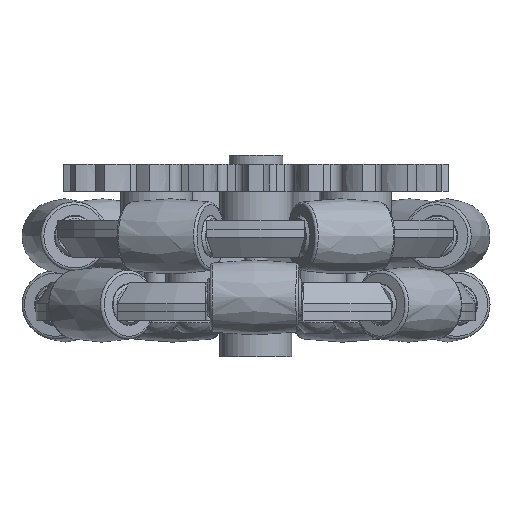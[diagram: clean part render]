
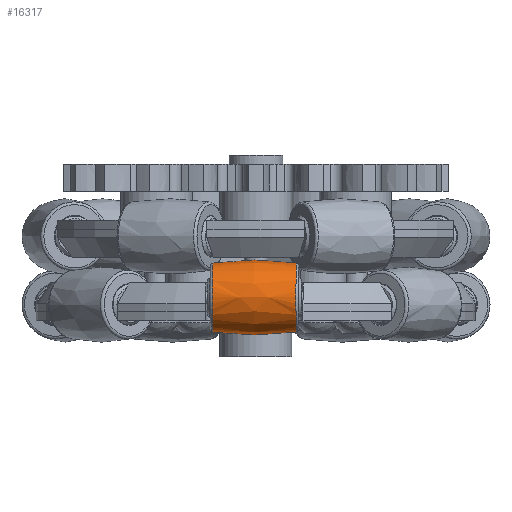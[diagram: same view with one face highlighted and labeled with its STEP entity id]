
A CAD part, front view. The second image highlights one B-rep face of the part: STEP entity #16317.
In plain terms, the highlighted free-form (B-spline) face has degree [2, 2] with [3, 9] control points.
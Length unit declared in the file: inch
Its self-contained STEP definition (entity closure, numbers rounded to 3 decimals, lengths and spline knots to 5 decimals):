
#517=(
BOUNDED_SURFACE()
B_SPLINE_SURFACE(2,2,((#27101,#27102,#27103,#27104,#27105,#27106,#27107,
#27108,#27109),(#27110,#27111,#27112,#27113,#27114,#27115,#27116,#27117,
#27118),(#27119,#27120,#27121,#27122,#27123,#27124,#27125,#27126,#27127)),
 .UNSPECIFIED.,.F.,.T.,.F.)
B_SPLINE_SURFACE_WITH_KNOTS((3,3),(3,2,2,2,3),(-0.14801,0.14801),
(-3.14159,-1.5708,0.,1.5708,3.14159),
 .UNSPECIFIED.)
GEOMETRIC_REPRESENTATION_ITEM()
RATIONAL_B_SPLINE_SURFACE(((1.,0.707,1.,0.707,1.,
0.707,1.,0.707,1.),(0.989,0.699,
0.989,0.699,0.989,0.699,
0.989,0.699,0.989),(1.,0.707,
1.,0.707,1.,0.707,1.,0.707,1.)))
REPRESENTATION_ITEM('')
SURFACE()
);
#1582=FACE_OUTER_BOUND('',#2502,.T.);
#2502=EDGE_LOOP('',(#12916,#12917,#12918,#12919));
#6005=CIRCLE('',#17797,0.2388);
#6010=CIRCLE('',#17805,0.2388);
#6011=CIRCLE('',#17806,1.9685);
#7269=VERTEX_POINT('',#27087);
#7275=VERTEX_POINT('',#27128);
#9289=EDGE_CURVE('',#7269,#7269,#6005,.T.);
#9296=EDGE_CURVE('',#7275,#7275,#6010,.T.);
#9297=EDGE_CURVE('',#7275,#7269,#6011,.T.);
#12916=ORIENTED_EDGE('',*,*,#9296,.F.);
#12917=ORIENTED_EDGE('',*,*,#9297,.T.);
#12918=ORIENTED_EDGE('',*,*,#9289,.F.);
#12919=ORIENTED_EDGE('',*,*,#9297,.F.);
#16317=ADVANCED_FACE('',(#1582),#517,.T.);
#17797=AXIS2_PLACEMENT_3D('',#27088,#21082,#21083);
#17805=AXIS2_PLACEMENT_3D('',#27129,#21098,#21099);
#17806=AXIS2_PLACEMENT_3D('',#27130,#21100,#21101);
#21082=DIRECTION('center_axis',(0.,0.,
1.));
#21083=DIRECTION('ref_axis',(1.,0.,0.));
#21098=DIRECTION('center_axis',(0.,0.,
-1.));
#21099=DIRECTION('ref_axis',(-1.,0.,0.));
#21100=DIRECTION('center_axis',(1.,0.,0.));
#21101=DIRECTION('ref_axis',(0.,1.,0.));
#27087=CARTESIAN_POINT('',(0.31496,2.06951,0.29086));
#27088=CARTESIAN_POINT('Origin',(0.31496,1.83071,0.29086));
#27101=CARTESIAN_POINT('Ctrl Pts',(0.31496,2.06951,0.29086));
#27102=CARTESIAN_POINT('Ctrl Pts',(0.07616,2.06951,
0.29086));
#27103=CARTESIAN_POINT('Ctrl Pts',(0.07616,1.83071,
0.29086));
#27104=CARTESIAN_POINT('Ctrl Pts',(0.07616,1.59191,
0.29086));
#27105=CARTESIAN_POINT('Ctrl Pts',(0.31496,1.59191,0.29086));
#27106=CARTESIAN_POINT('Ctrl Pts',(0.55376,1.59191,0.29086));
#27107=CARTESIAN_POINT('Ctrl Pts',(0.55376,1.83071,0.29086));
#27108=CARTESIAN_POINT('Ctrl Pts',(0.55376,2.06951,0.29086));
#27109=CARTESIAN_POINT('Ctrl Pts',(0.31496,2.06951,0.29086));
#27110=CARTESIAN_POINT('Ctrl Pts',(0.31496,2.11279,0.00056));
#27111=CARTESIAN_POINT('Ctrl Pts',(0.03288,2.11279,
0.00056));
#27112=CARTESIAN_POINT('Ctrl Pts',(0.03288,1.83071,
0.00056));
#27113=CARTESIAN_POINT('Ctrl Pts',(0.03288,1.54863,
0.00056));
#27114=CARTESIAN_POINT('Ctrl Pts',(0.31496,1.54863,0.00056));
#27115=CARTESIAN_POINT('Ctrl Pts',(0.59704,1.54863,0.00056));
#27116=CARTESIAN_POINT('Ctrl Pts',(0.59704,1.83071,0.00056));
#27117=CARTESIAN_POINT('Ctrl Pts',(0.59704,2.11279,0.00056));
#27118=CARTESIAN_POINT('Ctrl Pts',(0.31496,2.11279,0.00056));
#27119=CARTESIAN_POINT('Ctrl Pts',(0.31496,2.06951,-0.28974));
#27120=CARTESIAN_POINT('Ctrl Pts',(0.07616,2.06951,
-0.28974));
#27121=CARTESIAN_POINT('Ctrl Pts',(0.07616,1.83071,
-0.28974));
#27122=CARTESIAN_POINT('Ctrl Pts',(0.07616,1.59191,
-0.28974));
#27123=CARTESIAN_POINT('Ctrl Pts',(0.31496,1.59191,-0.28974));
#27124=CARTESIAN_POINT('Ctrl Pts',(0.55376,1.59191,-0.28974));
#27125=CARTESIAN_POINT('Ctrl Pts',(0.55376,1.83071,-0.28974));
#27126=CARTESIAN_POINT('Ctrl Pts',(0.55376,2.06951,-0.28974));
#27127=CARTESIAN_POINT('Ctrl Pts',(0.31496,2.06951,-0.28974));
#27128=CARTESIAN_POINT('',(0.31496,2.06951,-0.28974));
#27129=CARTESIAN_POINT('Origin',(0.31496,1.83071,-0.28974));
#27130=CARTESIAN_POINT('Origin',(0.31496,0.12253,0.00056));
